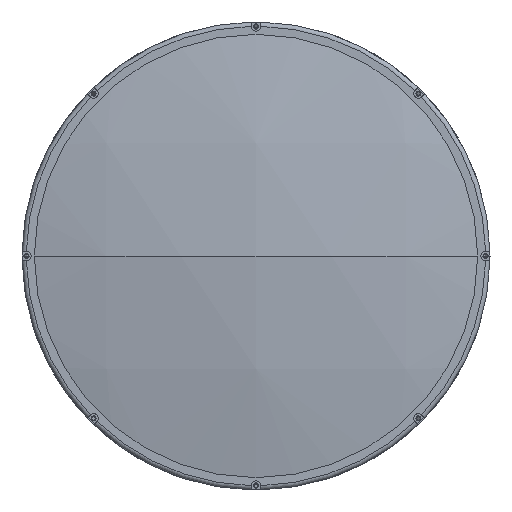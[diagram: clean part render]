
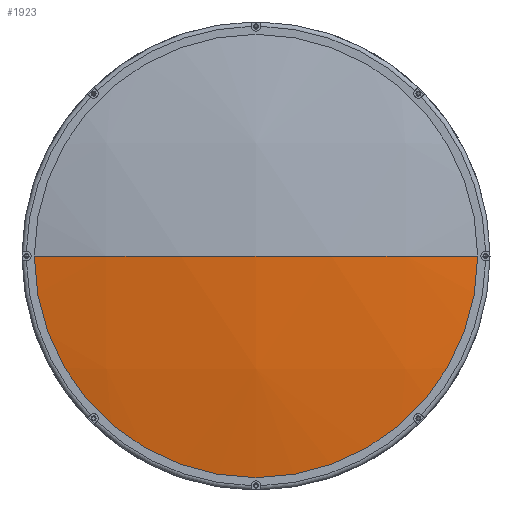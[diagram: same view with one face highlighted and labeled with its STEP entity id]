
A CAD part, left-side view. The second image highlights one B-rep face of the part: STEP entity #1923.
In plain terms, the highlighted spherical face has radius 786 mm.
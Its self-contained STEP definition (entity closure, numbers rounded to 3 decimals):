
#334 = AXIS2_PLACEMENT_3D ( 'NONE', #9241, #9238, #9234 ) ;
#1669 = EDGE_CURVE ( 'NONE', #6910, #6930, #11926, .T. ) ;
#1670 = EDGE_CURVE ( 'NONE', #6932, #6910, #11418, .T. ) ;
#1671 = EDGE_CURVE ( 'NONE', #6932, #6930, #3295, .T. ) ;
#1923 = ADVANCED_FACE ( 'NONE', ( #2477 ), #2480, .T. ) ;
#2477 = FACE_OUTER_BOUND ( 'NONE', #2893, .T. ) ;
#2480 = SPHERICAL_SURFACE ( 'NONE', #7479, 786. ) ;
#2893 = EDGE_LOOP ( 'NONE', ( #3232, #3234, #3233 ) ) ;
#3232 = ORIENTED_EDGE ( 'NONE', *, *, #1670, .T. ) ;
#3233 = ORIENTED_EDGE ( 'NONE', *, *, #1671, .F. ) ;
#3234 = ORIENTED_EDGE ( 'NONE', *, *, #1669, .T. ) ;
#3295 = CIRCLE ( 'NONE', #11398, 786. ) ;
#3728 = CARTESIAN_POINT ( 'NONE',  ( -704.606, 155.14, 0. ) ) ;
#3730 = CARTESIAN_POINT ( 'NONE',  ( -719.94, 0.64, 0. ) ) ;
#3748 = CARTESIAN_POINT ( 'NONE',  ( -704.606, -153.86, 0. ) ) ;
#6910 = VERTEX_POINT ( 'NONE', #3748 ) ;
#6930 = VERTEX_POINT ( 'NONE', #3730 ) ;
#6932 = VERTEX_POINT ( 'NONE', #3728 ) ;
#7479 = AXIS2_PLACEMENT_3D ( 'NONE', #8179, #8178, #8176 ) ;
#8176 = DIRECTION ( 'NONE',  ( 0., 1., 0. ) ) ;
#8178 = DIRECTION ( 'NONE',  ( 0., 0., -1. ) ) ;
#8179 = CARTESIAN_POINT ( 'NONE',  ( 66.06, 0.64, 0. ) ) ;
#9206 = DIRECTION ( 'NONE',  ( 1., 0., 0. ) ) ;
#9210 = DIRECTION ( 'NONE',  ( 0., 0., 1. ) ) ;
#9214 = CARTESIAN_POINT ( 'NONE',  ( 66.06, 0.64, 0. ) ) ;
#9220 = DIRECTION ( 'NONE',  ( 0., 0., 1. ) ) ;
#9223 = DIRECTION ( 'NONE',  ( -1., 0., 0. ) ) ;
#9227 = CARTESIAN_POINT ( 'NONE',  ( -704.606, 0.64, 0. ) ) ;
#9234 = DIRECTION ( 'NONE',  ( 0., 1., 0. ) ) ;
#9238 = DIRECTION ( 'NONE',  ( 0., 0., -1. ) ) ;
#9241 = CARTESIAN_POINT ( 'NONE',  ( 66.06, 0.64, 0. ) ) ;
#11398 = AXIS2_PLACEMENT_3D ( 'NONE', #9214, #9210, #9206 ) ;
#11403 = AXIS2_PLACEMENT_3D ( 'NONE', #9227, #9223, #9220 ) ;
#11418 = CIRCLE ( 'NONE', #11403, 154.5 ) ;
#11926 = CIRCLE ( 'NONE', #334, 786. ) ;
